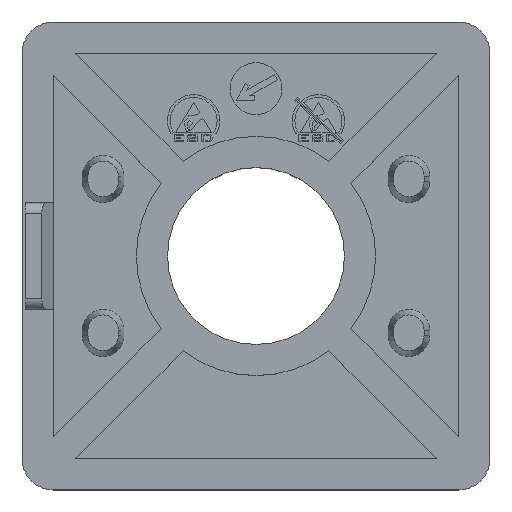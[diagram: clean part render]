
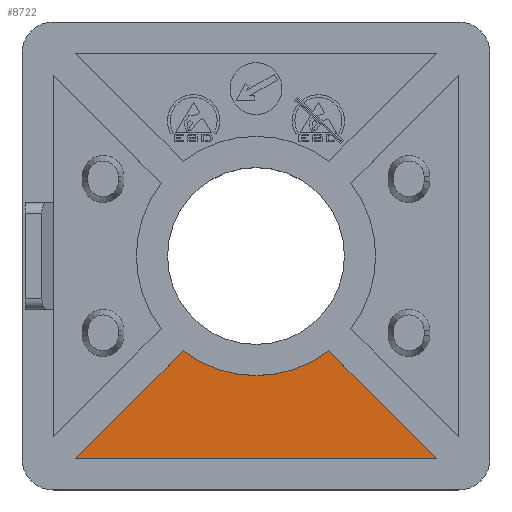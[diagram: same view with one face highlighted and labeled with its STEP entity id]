
A CAD part, top view. The second image highlights one B-rep face of the part: STEP entity #8722.
In plain terms, the highlighted planar face has unit normal (0, 0, 1).
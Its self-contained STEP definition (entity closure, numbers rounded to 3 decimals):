
#275 = DIRECTION ( 'NONE',  ( 0., 0., 1. ) ) ;
#1050 = VECTOR ( 'NONE', #8824, 1000. ) ;
#1156 = VECTOR ( 'NONE', #4588, 1000. ) ;
#1909 = CARTESIAN_POINT ( 'NONE',  ( 17.379, -19.5, 3. ) ) ;
#2137 = AXIS2_PLACEMENT_3D ( 'NONE', #4731, #275, #5472 ) ;
#2522 = ORIENTED_EDGE ( 'NONE', *, *, #6051, .F. ) ;
#3253 = AXIS2_PLACEMENT_3D ( 'NONE', #4218, #9422, #4966 ) ;
#3285 = VERTEX_POINT ( 'NONE', #6530 ) ;
#3341 = LINE ( 'NONE', #8074, #7059 ) ;
#3596 = EDGE_CURVE ( 'NONE', #4752, #7756, #9029, .T. ) ;
#3622 = DIRECTION ( 'NONE',  ( 0.707, 0.707, 0. ) ) ;
#4218 = CARTESIAN_POINT ( 'NONE',  ( -19.5, 19.5, 3. ) ) ;
#4588 = DIRECTION ( 'NONE',  ( 0.707, -0.707, 0. ) ) ;
#4731 = CARTESIAN_POINT ( 'NONE',  ( 0., 0., 3. ) ) ;
#4752 = VERTEX_POINT ( 'NONE', #6982 ) ;
#4966 = DIRECTION ( 'NONE',  ( 1., 0., 0. ) ) ;
#4981 = LINE ( 'NONE', #8781, #1050 ) ;
#5258 = CARTESIAN_POINT ( 'NONE',  ( 7.002, -9.123, 3. ) ) ;
#5456 = FACE_OUTER_BOUND ( 'NONE', #5532, .T. ) ;
#5472 = DIRECTION ( 'NONE',  ( 1., 0., 0. ) ) ;
#5474 = ORIENTED_EDGE ( 'NONE', *, *, #9356, .F. ) ;
#5532 = EDGE_LOOP ( 'NONE', ( #6433, #5474, #7469, #2522 ) ) ;
#5845 = EDGE_CURVE ( 'NONE', #3285, #8679, #4981, .T. ) ;
#6051 = EDGE_CURVE ( 'NONE', #7756, #8679, #9080, .T. ) ;
#6433 = ORIENTED_EDGE ( 'NONE', *, *, #3596, .F. ) ;
#6530 = CARTESIAN_POINT ( 'NONE',  ( -17.379, -19.5, 3. ) ) ;
#6982 = CARTESIAN_POINT ( 'NONE',  ( -7.002, -9.123, 3. ) ) ;
#7059 = VECTOR ( 'NONE', #3622, 1000. ) ;
#7469 = ORIENTED_EDGE ( 'NONE', *, *, #5845, .T. ) ;
#7756 = VERTEX_POINT ( 'NONE', #8503 ) ;
#8074 = CARTESIAN_POINT ( 'NONE',  ( -7.002, -9.123, 3. ) ) ;
#8503 = CARTESIAN_POINT ( 'NONE',  ( 7.002, -9.123, 3. ) ) ;
#8679 = VERTEX_POINT ( 'NONE', #1909 ) ;
#8681 = PLANE ( 'NONE',  #3253 ) ;
#8722 = ADVANCED_FACE ( 'NONE', ( #5456 ), #8681, .T. ) ;
#8781 = CARTESIAN_POINT ( 'NONE',  ( -19.5, -19.5, 3. ) ) ;
#8824 = DIRECTION ( 'NONE',  ( 1., 0., 0. ) ) ;
#9029 = CIRCLE ( 'NONE', #2137, 11.5 ) ;
#9080 = LINE ( 'NONE', #5258, #1156 ) ;
#9356 = EDGE_CURVE ( 'NONE', #3285, #4752, #3341, .T. ) ;
#9422 = DIRECTION ( 'NONE',  ( 0., 0., 1. ) ) ;
